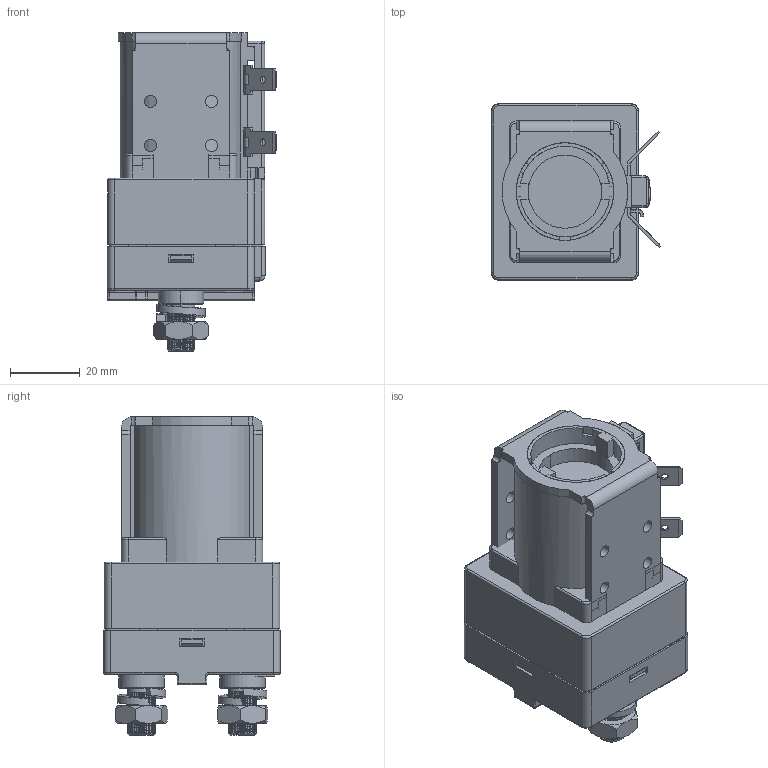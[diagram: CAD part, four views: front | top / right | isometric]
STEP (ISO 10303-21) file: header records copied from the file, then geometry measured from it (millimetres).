
FILE_DESCRIPTION (( 'STEP AP214' ), '1' );
FILE_NAME ('IVQ125杅耀.STEP', '2021-01-27T08:43:20', ( '' ), ( '' ), 'SwSTEP 2.0', 'SolidWorks 2018', '' );
FILE_SCHEMA (( 'AUTOMOTIVE_DESIGN' ));
Length unit declared in the file: millimetre
Products named in the file (10): 萇赽盄; JG-0008; JG-0010蹟譫B; IVQ125 俋褲脣啣; IVQ125 U倰棠濎; IVQ125杅耀; IVQ125 俋褲; IVQ125 裔赽; IVQ125 脣え; IVQ125 蹟翐
Assembly tree (13 placements, depth 2):
  IVQ125杅耀
    IVQ125 蹟翐  x2
    IVQ125 U倰棠濎
    IVQ125 脣え  x2
    萇赽盄
    JG-0008  x2
    JG-0010蹟譫B  x2
    IVQ125 俋褲
    IVQ125 裔赽
    IVQ125 俋褲脣啣
Bounding box: 48.54 x 50.6 x 91.4 mm (x, y, z)
Volume: 46321.8 mm3; surface area: 54239.3 mm2
Topology: 14 solids, 14 shells, 1314 faces, 3459 edges, 2180 vertices
Faces by surface type: plane 684, cylinder 475, torus 60, cone 44, bspline 31, sphere 20
Entity records: 38506 total; most frequent: CARTESIAN_POINT 10395, ORIENTED_EDGE 5806, DIRECTION 5682, EDGE_CURVE 2903, VECTOR 1952, LINE 1952, AXIS2_PLACEMENT_3D 1865, VERTEX_POINT 1835
